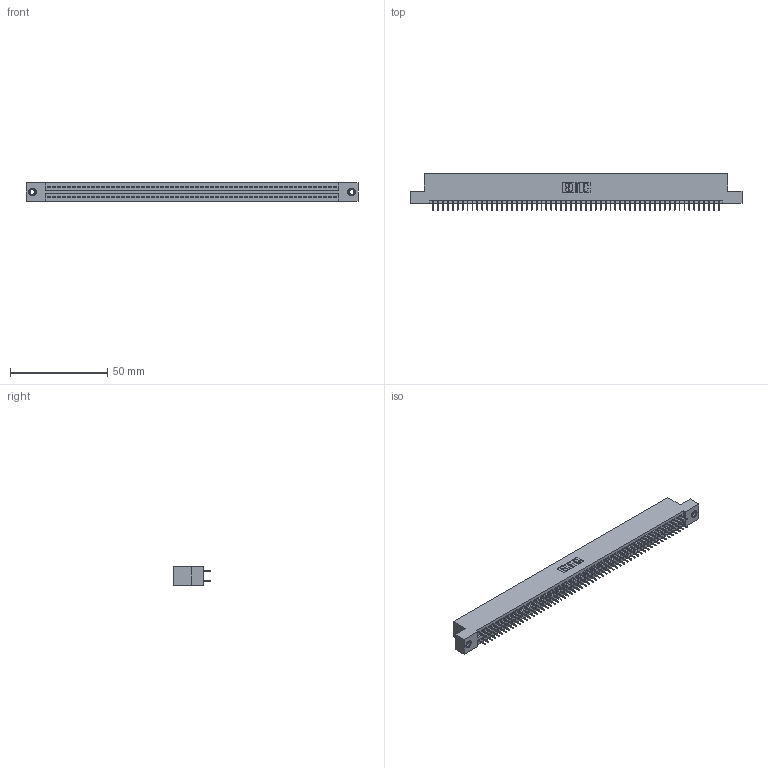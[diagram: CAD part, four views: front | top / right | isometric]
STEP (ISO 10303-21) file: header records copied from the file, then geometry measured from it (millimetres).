
FILE_DESCRIPTION (( 'STEP AP203' ), '1' );
FILE_NAME ('845-118-525-207.STEP', '2020-09-24T08:57:24', ( '' ), ( '' ), 'SwSTEP 2.0', 'SolidWorks 2020', '' );
FILE_SCHEMA (( 'CONFIG_CONTROL_DESIGN' ));
Length unit declared in the file: inch
Products named in the file (4): 845-118-525-207; 345-250-001_345-250-005-103; 845 Part_Flush Mounting Lugs - 0.156 Dia-TI; 345-292-001_345-293-125
Assembly tree (121 placements, depth 2):
  845-118-525-207
    845 Part_Flush Mounting Lugs - 0.156 Dia-TI
    345-292-001_345-293-125  x118
    345-250-001_345-250-005-103  x2
Bounding box: 171.07 x 18.72 x 9.4 mm (x, y, z)
Volume: 16567.9 mm3; surface area: 24261.9 mm2
Topology: 121 solids, 121 shells, 6558 faces, 18531 edges, 11874 vertices
Faces by surface type: plane 4714, cylinder 1828, cone 12, torus 4
Entity records: 45264 total; most frequent: CARTESIAN_POINT 7551, ORIENTED_EDGE 7478, DIRECTION 6665, EDGE_CURVE 3739, VECTOR 3355, LINE 3355, VERTEX_POINT 2484, AXIS2_PLACEMENT_3D 1655
